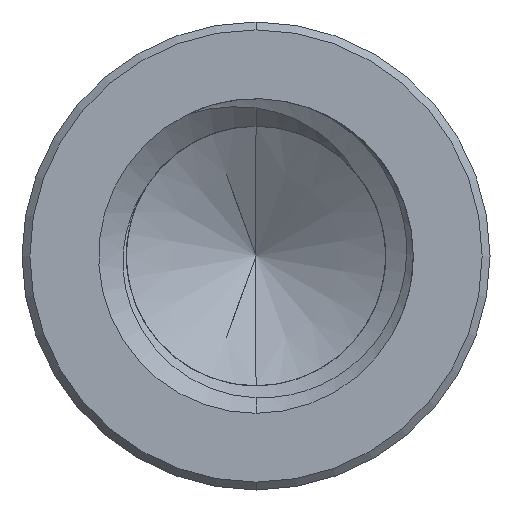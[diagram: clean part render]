
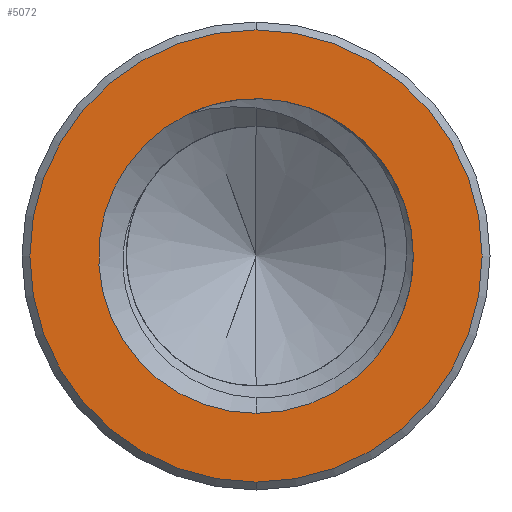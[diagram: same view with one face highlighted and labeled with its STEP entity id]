
A CAD part, front view. The second image highlights one B-rep face of the part: STEP entity #5072.
In plain terms, the highlighted planar face has unit normal (0, -1, 0).
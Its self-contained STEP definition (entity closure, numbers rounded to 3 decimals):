
#490 = DIRECTION ( 'NONE',  ( 0., 0., 1. ) ) ;
#498 = VERTEX_POINT ( 'NONE', #3961 ) ;
#1422 = CIRCLE ( 'NONE', #6915, 2. ) ;
#1840 = ORIENTED_EDGE ( 'NONE', *, *, #8675, .T. ) ;
#1902 = DIRECTION ( 'NONE',  ( 0., -1., 0. ) ) ;
#2202 = CIRCLE ( 'NONE', #8775, 2. ) ;
#2252 = DIRECTION ( 'NONE',  ( 0., 1., 0. ) ) ;
#2613 = VERTEX_POINT ( 'NONE', #8994 ) ;
#2679 = EDGE_CURVE ( 'NONE', #4401, #2613, #1422, .T. ) ;
#2916 = DIRECTION ( 'NONE',  ( 0., 0., 1. ) ) ;
#2919 = FACE_BOUND ( 'NONE', #5306, .T. ) ;
#3085 = CIRCLE ( 'NONE', #5725, 2.875 ) ;
#3130 = CARTESIAN_POINT ( 'NONE',  ( 0., -24., -2. ) ) ;
#3218 = EDGE_CURVE ( 'NONE', #498, #3343, #7057, .T. ) ;
#3312 = CIRCLE ( 'NONE', #9069, 2. ) ;
#3340 = CARTESIAN_POINT ( 'NONE',  ( 0., -24., -2.875 ) ) ;
#3343 = VERTEX_POINT ( 'NONE', #3340 ) ;
#3345 = ORIENTED_EDGE ( 'NONE', *, *, #9080, .T. ) ;
#3783 = ORIENTED_EDGE ( 'NONE', *, *, #8335, .T. ) ;
#3937 = AXIS2_PLACEMENT_3D ( 'NONE', #8738, #2252, #5806 ) ;
#3961 = CARTESIAN_POINT ( 'NONE',  ( 0., -24., 2.875 ) ) ;
#3963 = DIRECTION ( 'NONE',  ( 0., -1., 0. ) ) ;
#4366 = FACE_OUTER_BOUND ( 'NONE', #7007, .T. ) ;
#4401 = VERTEX_POINT ( 'NONE', #7592 ) ;
#4748 = DIRECTION ( 'NONE',  ( 0., 1., 0. ) ) ;
#4811 = AXIS2_PLACEMENT_3D ( 'NONE', #5430, #3963, #7537 ) ;
#5072 = ADVANCED_FACE ( 'NONE', ( #2919, #4366 ), #6543, .F. ) ;
#5306 = EDGE_LOOP ( 'NONE', ( #3783, #3345, #9060 ) ) ;
#5332 = ORIENTED_EDGE ( 'NONE', *, *, #3218, .T. ) ;
#5430 = CARTESIAN_POINT ( 'NONE',  ( 0., -24., 0. ) ) ;
#5476 = DIRECTION ( 'NONE',  ( 0., 0., 1. ) ) ;
#5725 = AXIS2_PLACEMENT_3D ( 'NONE', #6886, #1902, #5476 ) ;
#5751 = DIRECTION ( 'NONE',  ( 0., 1., 0. ) ) ;
#5806 = DIRECTION ( 'NONE',  ( 0., 0., 1. ) ) ;
#6543 = PLANE ( 'NONE',  #3937 ) ;
#6886 = CARTESIAN_POINT ( 'NONE',  ( 0., -24., 0. ) ) ;
#6915 = AXIS2_PLACEMENT_3D ( 'NONE', #7449, #4748, #490 ) ;
#7007 = EDGE_LOOP ( 'NONE', ( #5332, #1840 ) ) ;
#7057 = CIRCLE ( 'NONE', #4811, 2.875 ) ;
#7449 = CARTESIAN_POINT ( 'NONE',  ( 0., -24., 0. ) ) ;
#7537 = DIRECTION ( 'NONE',  ( 0., 0., 1. ) ) ;
#7592 = CARTESIAN_POINT ( 'NONE',  ( -0.874, -24., 1.799 ) ) ;
#7889 = CARTESIAN_POINT ( 'NONE',  ( 0., -24., 0. ) ) ;
#8335 = EDGE_CURVE ( 'NONE', #2613, #9018, #2202, .T. ) ;
#8675 = EDGE_CURVE ( 'NONE', #3343, #498, #3085, .T. ) ;
#8738 = CARTESIAN_POINT ( 'NONE',  ( 0., -24., 0. ) ) ;
#8775 = AXIS2_PLACEMENT_3D ( 'NONE', #7889, #5751, #2916 ) ;
#8953 = CARTESIAN_POINT ( 'NONE',  ( 0., -24., 0. ) ) ;
#8994 = CARTESIAN_POINT ( 'NONE',  ( 0.675, -24., 1.883 ) ) ;
#9014 = DIRECTION ( 'NONE',  ( 0., 0., 1. ) ) ;
#9018 = VERTEX_POINT ( 'NONE', #3130 ) ;
#9043 = DIRECTION ( 'NONE',  ( 0., 1., 0. ) ) ;
#9060 = ORIENTED_EDGE ( 'NONE', *, *, #2679, .T. ) ;
#9069 = AXIS2_PLACEMENT_3D ( 'NONE', #8953, #9043, #9014 ) ;
#9080 = EDGE_CURVE ( 'NONE', #9018, #4401, #3312, .T. ) ;
